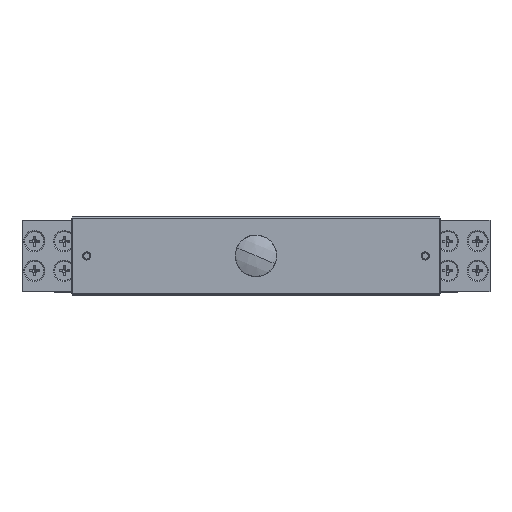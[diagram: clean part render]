
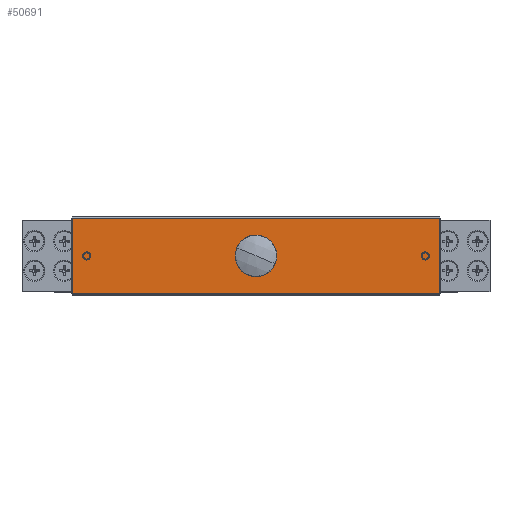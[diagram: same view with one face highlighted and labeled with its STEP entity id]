
A CAD part, top view. The second image highlights one B-rep face of the part: STEP entity #50691.
In plain terms, the highlighted planar face has unit normal (0, 0, 1).
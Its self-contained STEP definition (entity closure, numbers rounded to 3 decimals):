
#268 = DIRECTION ( 'NONE',  ( -0.125, 0.992, 0. ) ) ;
#309 = EDGE_CURVE ( 'NONE', #43304, #30718, #31686, .T. ) ;
#361 = CARTESIAN_POINT ( 'NONE',  ( 82.5, 0., 35.5 ) ) ;
#2083 = EDGE_CURVE ( 'NONE', #30718, #44142, #25080, .T. ) ;
#2219 = CARTESIAN_POINT ( 'NONE',  ( 82.918, -1.441, 35.5 ) ) ;
#2555 = ORIENTED_EDGE ( 'NONE', *, *, #309, .F. ) ;
#2781 = EDGE_CURVE ( 'NONE', #15723, #60752, #20684, .T. ) ;
#2804 = EDGE_LOOP ( 'NONE', ( #27722, #60187, #18883, #64157 ) ) ;
#2923 = DIRECTION ( 'NONE',  ( 1., 0., 0. ) ) ;
#3223 = DIRECTION ( 'NONE',  ( 1., 0., 0. ) ) ;
#3928 = LINE ( 'NONE', #52014, #17256 ) ;
#3982 = VERTEX_POINT ( 'NONE', #7058 ) ;
#3995 = CARTESIAN_POINT ( 'NONE',  ( -89.5, -18.5, 35.5 ) ) ;
#4741 = VERTEX_POINT ( 'NONE', #16677 ) ;
#4977 = DIRECTION ( 'NONE',  ( 0., 0., -1. ) ) ;
#6589 = AXIS2_PLACEMENT_3D ( 'NONE', #49348, #13187, #2923 ) ;
#7058 = CARTESIAN_POINT ( 'NONE',  ( -82.642, -1.493, 35.5 ) ) ;
#8086 = CARTESIAN_POINT ( 'NONE',  ( -82.5, 0., 35.5 ) ) ;
#8588 = DIRECTION ( 'NONE',  ( 1., 0., 0. ) ) ;
#10603 = CARTESIAN_POINT ( 'NONE',  ( -82.407, -1.497, 35.5 ) ) ;
#10609 = ORIENTED_EDGE ( 'NONE', *, *, #44488, .T. ) ;
#10700 = VERTEX_POINT ( 'NONE', #3995 ) ;
#10754 = CARTESIAN_POINT ( 'NONE',  ( -90., 18.5, 35.5 ) ) ;
#10968 = DIRECTION ( 'NONE',  ( -1., 0., 0. ) ) ;
#11661 = DIRECTION ( 'NONE',  ( 1., 0., 0. ) ) ;
#12759 = DIRECTION ( 'NONE',  ( -1., 0., 0. ) ) ;
#13187 = DIRECTION ( 'NONE',  ( 0., 0., -1. ) ) ;
#13738 = DIRECTION ( 'NONE',  ( -1., 0., 0. ) ) ;
#15723 = VERTEX_POINT ( 'NONE', #60494 ) ;
#16213 = ORIENTED_EDGE ( 'NONE', *, *, #32289, .T. ) ;
#16677 = CARTESIAN_POINT ( 'NONE',  ( -4.25, 0., 35.5 ) ) ;
#17256 = VECTOR ( 'NONE', #67930, 1000. ) ;
#18835 = CARTESIAN_POINT ( 'NONE',  ( 0., 0., 35.5 ) ) ;
#18883 = ORIENTED_EDGE ( 'NONE', *, *, #56701, .T. ) ;
#19144 = CARTESIAN_POINT ( 'NONE',  ( -90., 19., 35.5 ) ) ;
#19583 = VECTOR ( 'NONE', #63800, 1000. ) ;
#19987 = EDGE_LOOP ( 'NONE', ( #29927, #36356, #10609, #62804 ) ) ;
#20684 = LINE ( 'NONE', #42252, #19583 ) ;
#20896 = CARTESIAN_POINT ( 'NONE',  ( -89.5, 18.5, 35.5 ) ) ;
#21085 = CARTESIAN_POINT ( 'NONE',  ( -82.5, 0., 35.5 ) ) ;
#22523 = ORIENTED_EDGE ( 'NONE', *, *, #2083, .F. ) ;
#22530 = LINE ( 'NONE', #28914, #58232 ) ;
#23811 = ORIENTED_EDGE ( 'NONE', *, *, #64028, .T. ) ;
#25013 = DIRECTION ( 'NONE',  ( 0., 0., 1. ) ) ;
#25080 = CIRCLE ( 'NONE', #53371, 2. ) ;
#26275 = CIRCLE ( 'NONE', #46635, 2. ) ;
#26567 = VECTOR ( 'NONE', #38347, 1000. ) ;
#26734 = DIRECTION ( 'NONE',  ( -1., 0., 0. ) ) ;
#27722 = ORIENTED_EDGE ( 'NONE', *, *, #29123, .T. ) ;
#27761 = LINE ( 'NONE', #38001, #26567 ) ;
#28323 = EDGE_CURVE ( 'NONE', #30868, #4741, #36415, .T. ) ;
#28914 = CARTESIAN_POINT ( 'NONE',  ( -80.776, 18.122, 35.5 ) ) ;
#29027 = EDGE_CURVE ( 'NONE', #67104, #47580, #3928, .T. ) ;
#29123 = EDGE_CURVE ( 'NONE', #33530, #67104, #26275, .T. ) ;
#29220 = EDGE_LOOP ( 'NONE', ( #53333, #23811 ) ) ;
#29242 = DIRECTION ( 'NONE',  ( -0.095, -0.996, 0. ) ) ;
#29927 = ORIENTED_EDGE ( 'NONE', *, *, #39099, .T. ) ;
#30109 = FACE_BOUND ( 'NONE', #2804, .T. ) ;
#30137 = DIRECTION ( 'NONE',  ( 0., 0., -1. ) ) ;
#30426 = VECTOR ( 'NONE', #64192, 1000. ) ;
#30718 = VERTEX_POINT ( 'NONE', #40282 ) ;
#30868 = VERTEX_POINT ( 'NONE', #58992 ) ;
#31686 = LINE ( 'NONE', #53289, #30426 ) ;
#32289 = EDGE_CURVE ( 'NONE', #3982, #44142, #22530, .T. ) ;
#32294 = DIRECTION ( 'NONE',  ( -1., 0., 0. ) ) ;
#32788 = LINE ( 'NONE', #52953, #42068 ) ;
#33530 = VERTEX_POINT ( 'NONE', #65232 ) ;
#36356 = ORIENTED_EDGE ( 'NONE', *, *, #62124, .T. ) ;
#36415 = CIRCLE ( 'NONE', #59064, 4.25 ) ;
#37655 = AXIS2_PLACEMENT_3D ( 'NONE', #21085, #47624, #26734 ) ;
#38001 = CARTESIAN_POINT ( 'NONE',  ( -89.5, 19., 35.5 ) ) ;
#38347 = DIRECTION ( 'NONE',  ( 0., -1., 0. ) ) ;
#39099 = EDGE_CURVE ( 'NONE', #60752, #41615, #66211, .T. ) ;
#39966 = CARTESIAN_POINT ( 'NONE',  ( 82.5, 0., 35.5 ) ) ;
#40282 = CARTESIAN_POINT ( 'NONE',  ( -82.376, -1.996, 35.5 ) ) ;
#41615 = VERTEX_POINT ( 'NONE', #20896 ) ;
#42068 = VECTOR ( 'NONE', #268, 1000. ) ;
#42123 = FACE_BOUND ( 'NONE', #29220, .T. ) ;
#42252 = CARTESIAN_POINT ( 'NONE',  ( 89.5, 19., 35.5 ) ) ;
#42670 = CIRCLE ( 'NONE', #6589, 4.25 ) ;
#43304 = VERTEX_POINT ( 'NONE', #10603 ) ;
#44142 = VERTEX_POINT ( 'NONE', #65450 ) ;
#44488 = EDGE_CURVE ( 'NONE', #10700, #15723, #65361, .T. ) ;
#45576 = VECTOR ( 'NONE', #11661, 1000. ) ;
#46635 = AXIS2_PLACEMENT_3D ( 'NONE', #361, #4977, #10968 ) ;
#47580 = VERTEX_POINT ( 'NONE', #2219 ) ;
#47624 = DIRECTION ( 'NONE',  ( 0., 0., -1. ) ) ;
#49348 = CARTESIAN_POINT ( 'NONE',  ( 0., 0., 35.5 ) ) ;
#50267 = CARTESIAN_POINT ( 'NONE',  ( 89.5, 18.5, 35.5 ) ) ;
#50691 = ADVANCED_FACE ( 'NONE', ( #42123, #63678, #52394, #30109 ), #67576, .F. ) ;
#51669 = DIRECTION ( 'NONE',  ( 0., 0., -1. ) ) ;
#52014 = CARTESIAN_POINT ( 'NONE',  ( 82.5, 0., 35.5 ) ) ;
#52321 = CIRCLE ( 'NONE', #37655, 1.5 ) ;
#52394 = FACE_OUTER_BOUND ( 'NONE', #19987, .T. ) ;
#52805 = AXIS2_PLACEMENT_3D ( 'NONE', #39966, #61198, #12759 ) ;
#52890 = ORIENTED_EDGE ( 'NONE', *, *, #68622, .F. ) ;
#52953 = CARTESIAN_POINT ( 'NONE',  ( 82.5, 0., 35.5 ) ) ;
#53289 = CARTESIAN_POINT ( 'NONE',  ( -83.708, 19.392, 35.5 ) ) ;
#53333 = ORIENTED_EDGE ( 'NONE', *, *, #28323, .T. ) ;
#53371 = AXIS2_PLACEMENT_3D ( 'NONE', #8086, #25013, #13738 ) ;
#54188 = CARTESIAN_POINT ( 'NONE',  ( 83.057, -1.921, 35.5 ) ) ;
#54966 = VERTEX_POINT ( 'NONE', #55948 ) ;
#55044 = AXIS2_PLACEMENT_3D ( 'NONE', #19144, #51669, #3223 ) ;
#55948 = CARTESIAN_POINT ( 'NONE',  ( 82.687, -1.488, 35.5 ) ) ;
#56701 = EDGE_CURVE ( 'NONE', #47580, #54966, #68606, .T. ) ;
#57543 = EDGE_LOOP ( 'NONE', ( #2555, #52890, #16213, #22523 ) ) ;
#58232 = VECTOR ( 'NONE', #29242, 1000. ) ;
#58395 = VECTOR ( 'NONE', #32294, 1000. ) ;
#58992 = CARTESIAN_POINT ( 'NONE',  ( 4.25, 0., 35.5 ) ) ;
#59064 = AXIS2_PLACEMENT_3D ( 'NONE', #18835, #30137, #8588 ) ;
#60187 = ORIENTED_EDGE ( 'NONE', *, *, #29027, .T. ) ;
#60494 = CARTESIAN_POINT ( 'NONE',  ( 89.5, -18.5, 35.5 ) ) ;
#60752 = VERTEX_POINT ( 'NONE', #50267 ) ;
#61198 = DIRECTION ( 'NONE',  ( 0., 0., 1. ) ) ;
#62124 = EDGE_CURVE ( 'NONE', #41615, #10700, #27761, .T. ) ;
#62804 = ORIENTED_EDGE ( 'NONE', *, *, #2781, .T. ) ;
#63678 = FACE_BOUND ( 'NONE', #57543, .T. ) ;
#63800 = DIRECTION ( 'NONE',  ( 0., 1., 0. ) ) ;
#64028 = EDGE_CURVE ( 'NONE', #4741, #30868, #42670, .T. ) ;
#64157 = ORIENTED_EDGE ( 'NONE', *, *, #67933, .F. ) ;
#64192 = DIRECTION ( 'NONE',  ( 0.062, -0.998, 0. ) ) ;
#65019 = CARTESIAN_POINT ( 'NONE',  ( -90., -18.5, 35.5 ) ) ;
#65232 = CARTESIAN_POINT ( 'NONE',  ( 82.749, -1.984, 35.5 ) ) ;
#65361 = LINE ( 'NONE', #65019, #45576 ) ;
#65450 = CARTESIAN_POINT ( 'NONE',  ( -82.689, -1.991, 35.5 ) ) ;
#66211 = LINE ( 'NONE', #10754, #58395 ) ;
#67104 = VERTEX_POINT ( 'NONE', #54188 ) ;
#67576 = PLANE ( 'NONE',  #55044 ) ;
#67930 = DIRECTION ( 'NONE',  ( -0.278, 0.96, 0. ) ) ;
#67933 = EDGE_CURVE ( 'NONE', #33530, #54966, #32788, .T. ) ;
#68606 = CIRCLE ( 'NONE', #52805, 1.5 ) ;
#68622 = EDGE_CURVE ( 'NONE', #3982, #43304, #52321, .T. ) ;
